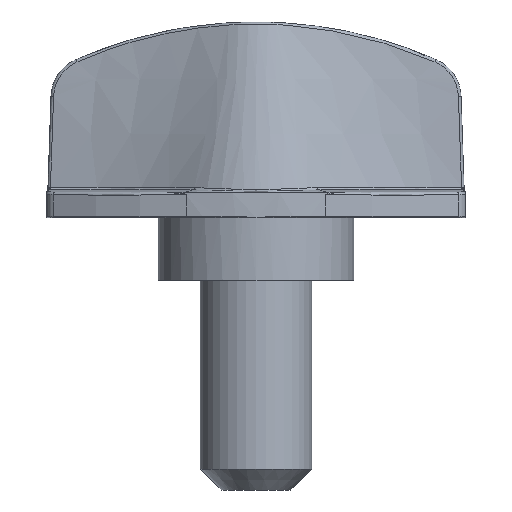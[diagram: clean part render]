
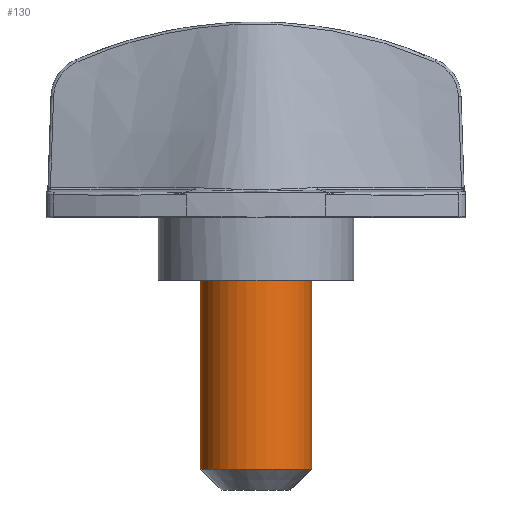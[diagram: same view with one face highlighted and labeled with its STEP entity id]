
A CAD part, front view. The second image highlights one B-rep face of the part: STEP entity #130.
In plain terms, the highlighted cylindrical face has radius 4 mm (diameter 8 mm), a full revolution.
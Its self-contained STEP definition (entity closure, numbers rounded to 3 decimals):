
#130 = ADVANCED_FACE( '', ( #356, #357 ), #358, .T. );
#356 = FACE_OUTER_BOUND( '', #716, .T. );
#357 = FACE_OUTER_BOUND( '', #717, .T. );
#358 = CYLINDRICAL_SURFACE( '', #718, 4. );
#716 = EDGE_LOOP( '', ( #6508 ) );
#717 = EDGE_LOOP( '', ( #6509 ) );
#718 = AXIS2_PLACEMENT_3D( '', #6510, #6511, #6512 );
#6508 = ORIENTED_EDGE( '', *, *, #7248, .T. );
#6509 = ORIENTED_EDGE( '', *, *, #7249, .T. );
#6510 = CARTESIAN_POINT( '', ( 0., 0., -19.5 ) );
#6511 = DIRECTION( '', ( 0., 0., -1. ) );
#6512 = DIRECTION( '', ( 1., 0., 0. ) );
#7248 = EDGE_CURVE( '', #7610, #7610, #7611, .F. );
#7249 = EDGE_CURVE( '', #7612, #7612, #7613, .F. );
#7610 = VERTEX_POINT( '', #8240 );
#7611 = CIRCLE( '', #8241, 4. );
#7612 = VERTEX_POINT( '', #8242 );
#7613 = CIRCLE( '', #8243, 4. );
#8240 = CARTESIAN_POINT( '', ( -4., 0., -18. ) );
#8241 = AXIS2_PLACEMENT_3D( '', #11754, #11755, #11756 );
#8242 = CARTESIAN_POINT( '', ( 4., 0., -4.5 ) );
#8243 = AXIS2_PLACEMENT_3D( '', #11757, #11758, #11759 );
#11754 = CARTESIAN_POINT( '', ( 0., 0., -18. ) );
#11755 = DIRECTION( '', ( 0., 0., -1. ) );
#11756 = DIRECTION( '', ( -1., 0., 0. ) );
#11757 = CARTESIAN_POINT( '', ( 0., 0., -4.5 ) );
#11758 = DIRECTION( '', ( 0., 0., 1. ) );
#11759 = DIRECTION( '', ( 1., 0., 0. ) );
